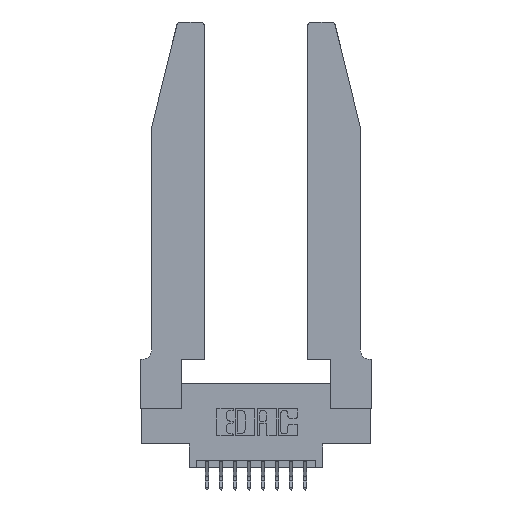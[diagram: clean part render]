
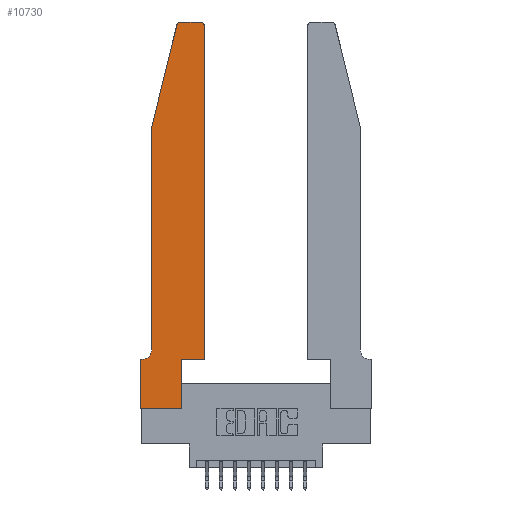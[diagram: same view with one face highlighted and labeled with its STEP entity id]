
A CAD part, top view. The second image highlights one B-rep face of the part: STEP entity #10730.
In plain terms, the highlighted planar face has unit normal (0, 0, 1).
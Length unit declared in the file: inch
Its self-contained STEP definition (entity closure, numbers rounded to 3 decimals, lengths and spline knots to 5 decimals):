
#157 = CARTESIAN_POINT ( 'NONE',  ( 0.0755, 0.35, 0.37 ) ) ;
#219 = ORIENTED_EDGE ( 'NONE', *, *, #2307, .T. ) ;
#272 = LINE ( 'NONE', #10328, #13121 ) ;
#339 = CARTESIAN_POINT ( 'NONE',  ( 0.0755, 0.42, 0.37 ) ) ;
#533 = DIRECTION ( 'NONE',  ( -1., 0., 0. ) ) ;
#1087 = VECTOR ( 'NONE', #11576, 39.37008 ) ;
#1115 = DIRECTION ( 'NONE',  ( 1., 0., 0. ) ) ;
#1287 = VECTOR ( 'NONE', #4074, 39.37008 ) ;
#1375 = VERTEX_POINT ( 'NONE', #3118 ) ;
#1836 = DIRECTION ( 'NONE',  ( 0., -1., 0. ) ) ;
#1847 = CARTESIAN_POINT ( 'NONE',  ( 0.2865, 0.35, 0.37 ) ) ;
#1992 = VECTOR ( 'NONE', #3067, 39.37008 ) ;
#2055 = CARTESIAN_POINT ( 'NONE',  ( 0.2865, 0.35, 0.37 ) ) ;
#2246 = EDGE_CURVE ( 'NONE', #12433, #3849, #5230, .T. ) ;
#2305 = DIRECTION ( 'NONE',  ( 0., 0., 1. ) ) ;
#2307 = EDGE_CURVE ( 'NONE', #11212, #6579, #272, .T. ) ;
#2509 = CIRCLE ( 'NONE', #12832, 0.03 ) ;
#2522 = CARTESIAN_POINT ( 'NONE',  ( 0., 0., 0.37 ) ) ;
#2613 = AXIS2_PLACEMENT_3D ( 'NONE', #7358, #8660, #1115 ) ;
#2845 = CARTESIAN_POINT ( 'NONE',  ( 0.4505, 0.35, 0.37 ) ) ;
#3067 = DIRECTION ( 'NONE',  ( -0.239, -0.971, 0. ) ) ;
#3118 = CARTESIAN_POINT ( 'NONE',  ( 0.0755, 2., 0.37 ) ) ;
#3138 = VECTOR ( 'NONE', #11468, 39.37008 ) ;
#3849 = VERTEX_POINT ( 'NONE', #7609 ) ;
#3989 = CARTESIAN_POINT ( 'NONE',  ( 0., 0.35, 0.37 ) ) ;
#4074 = DIRECTION ( 'NONE',  ( 0., 1., 0. ) ) ;
#4153 = VECTOR ( 'NONE', #1836, 39.37008 ) ;
#4169 = AXIS2_PLACEMENT_3D ( 'NONE', #15275, #8069, #533 ) ;
#4272 = LINE ( 'NONE', #1847, #10577 ) ;
#4336 = EDGE_CURVE ( 'NONE', #6530, #12433, #8704, .T. ) ;
#4686 = DIRECTION ( 'NONE',  ( 0., 0., 1. ) ) ;
#4922 = LINE ( 'NONE', #11790, #1992 ) ;
#4958 = LINE ( 'NONE', #9363, #4153 ) ;
#4983 = CARTESIAN_POINT ( 'NONE',  ( 0.4205, 2.75, 0.37 ) ) ;
#5028 = LINE ( 'NONE', #6582, #1287 ) ;
#5230 = LINE ( 'NONE', #14745, #1087 ) ;
#5333 = EDGE_CURVE ( 'NONE', #9708, #1375, #4922, .T. ) ;
#5531 = CIRCLE ( 'NONE', #4169, 0.07 ) ;
#5564 = VERTEX_POINT ( 'NONE', #4983 ) ;
#5636 = DIRECTION ( 'NONE',  ( 0., 1., 0. ) ) ;
#5700 = EDGE_CURVE ( 'NONE', #8875, #6530, #6449, .T. ) ;
#5809 = ORIENTED_EDGE ( 'NONE', *, *, #8822, .T. ) ;
#5818 = EDGE_CURVE ( 'NONE', #5564, #5941, #12641, .T. ) ;
#5941 = VERTEX_POINT ( 'NONE', #9478 ) ;
#6187 = ORIENTED_EDGE ( 'NONE', *, *, #2246, .T. ) ;
#6389 = DIRECTION ( 'NONE',  ( 1., 0., 0. ) ) ;
#6402 = ORIENTED_EDGE ( 'NONE', *, *, #5333, .T. ) ;
#6449 = LINE ( 'NONE', #157, #3138 ) ;
#6530 = VERTEX_POINT ( 'NONE', #3989 ) ;
#6579 = VERTEX_POINT ( 'NONE', #2845 ) ;
#6582 = CARTESIAN_POINT ( 'NONE',  ( 0.4505, 0.35, 0.37 ) ) ;
#6838 = ORIENTED_EDGE ( 'NONE', *, *, #9132, .T. ) ;
#7005 = CIRCLE ( 'NONE', #15958, 0.03 ) ;
#7017 = CARTESIAN_POINT ( 'NONE',  ( 0.4505, 2.72, 0.37 ) ) ;
#7250 = CARTESIAN_POINT ( 'NONE',  ( 0., 0., 0.37 ) ) ;
#7358 = CARTESIAN_POINT ( 'NONE',  ( 0., 0.35, 0.37 ) ) ;
#7609 = CARTESIAN_POINT ( 'NONE',  ( 0.2865, 0., 0.37 ) ) ;
#8069 = DIRECTION ( 'NONE',  ( 0., 0., -1. ) ) ;
#8257 = VECTOR ( 'NONE', #10472, 39.37008 ) ;
#8660 = DIRECTION ( 'NONE',  ( 0., 0., 1. ) ) ;
#8704 = LINE ( 'NONE', #2522, #12322 ) ;
#8822 = EDGE_CURVE ( 'NONE', #5941, #9708, #2509, .T. ) ;
#8875 = VERTEX_POINT ( 'NONE', #11090 ) ;
#9132 = EDGE_CURVE ( 'NONE', #6579, #11208, #5028, .T. ) ;
#9219 = CARTESIAN_POINT ( 'NONE',  ( 0.2605, 2.75, 0.37 ) ) ;
#9363 = CARTESIAN_POINT ( 'NONE',  ( 0.0755, 2., 0.37 ) ) ;
#9478 = CARTESIAN_POINT ( 'NONE',  ( 0.284, 2.75, 0.37 ) ) ;
#9708 = VERTEX_POINT ( 'NONE', #10218 ) ;
#9757 = ORIENTED_EDGE ( 'NONE', *, *, #5700, .T. ) ;
#9801 = CARTESIAN_POINT ( 'NONE',  ( 0.284, 2.72, 0.37 ) ) ;
#10027 = DIRECTION ( 'NONE',  ( 0., -1., 0. ) ) ;
#10218 = CARTESIAN_POINT ( 'NONE',  ( 0.25487, 2.72718, 0.37 ) ) ;
#10328 = CARTESIAN_POINT ( 'NONE',  ( 0.4505, 0.35, 0.37 ) ) ;
#10472 = DIRECTION ( 'NONE',  ( -1., 0., 0. ) ) ;
#10577 = VECTOR ( 'NONE', #5636, 39.37008 ) ;
#10730 = ADVANCED_FACE ( 'NONE', ( #12883 ), #14657, .T. ) ;
#11018 = ORIENTED_EDGE ( 'NONE', *, *, #14028, .T. ) ;
#11033 = DIRECTION ( 'NONE',  ( 1., 0., 0. ) ) ;
#11090 = CARTESIAN_POINT ( 'NONE',  ( 0.0055, 0.35, 0.37 ) ) ;
#11092 = EDGE_CURVE ( 'NONE', #1375, #13752, #4958, .T. ) ;
#11208 = VERTEX_POINT ( 'NONE', #7017 ) ;
#11212 = VERTEX_POINT ( 'NONE', #2055 ) ;
#11468 = DIRECTION ( 'NONE',  ( -1., 0., 0. ) ) ;
#11576 = DIRECTION ( 'NONE',  ( 1., 0., 0. ) ) ;
#11736 = EDGE_CURVE ( 'NONE', #13752, #8875, #5531, .T. ) ;
#11790 = CARTESIAN_POINT ( 'NONE',  ( 0.0755, 2., 0.37 ) ) ;
#12039 = ORIENTED_EDGE ( 'NONE', *, *, #4336, .T. ) ;
#12125 = CARTESIAN_POINT ( 'NONE',  ( 0.4205, 2.72, 0.37 ) ) ;
#12322 = VECTOR ( 'NONE', #10027, 39.37008 ) ;
#12433 = VERTEX_POINT ( 'NONE', #7250 ) ;
#12641 = LINE ( 'NONE', #9219, #8257 ) ;
#12832 = AXIS2_PLACEMENT_3D ( 'NONE', #9801, #2305, #11033 ) ;
#12883 = FACE_OUTER_BOUND ( 'NONE', #15276, .T. ) ;
#13121 = VECTOR ( 'NONE', #6389, 39.37008 ) ;
#13222 = ORIENTED_EDGE ( 'NONE', *, *, #5818, .T. ) ;
#13310 = DIRECTION ( 'NONE',  ( 1., 0., 0. ) ) ;
#13752 = VERTEX_POINT ( 'NONE', #339 ) ;
#14028 = EDGE_CURVE ( 'NONE', #11208, #5564, #7005, .T. ) ;
#14040 = ORIENTED_EDGE ( 'NONE', *, *, #11092, .T. ) ;
#14657 = PLANE ( 'NONE',  #2613 ) ;
#14745 = CARTESIAN_POINT ( 'NONE',  ( 0., 0., 0.37 ) ) ;
#15271 = ORIENTED_EDGE ( 'NONE', *, *, #11736, .T. ) ;
#15275 = CARTESIAN_POINT ( 'NONE',  ( 0.0055, 0.42, 0.37 ) ) ;
#15276 = EDGE_LOOP ( 'NONE', ( #13222, #5809, #6402, #14040, #15271, #9757, #12039, #6187, #15949, #219, #6838, #11018 ) ) ;
#15716 = EDGE_CURVE ( 'NONE', #3849, #11212, #4272, .T. ) ;
#15949 = ORIENTED_EDGE ( 'NONE', *, *, #15716, .T. ) ;
#15958 = AXIS2_PLACEMENT_3D ( 'NONE', #12125, #4686, #13310 ) ;
